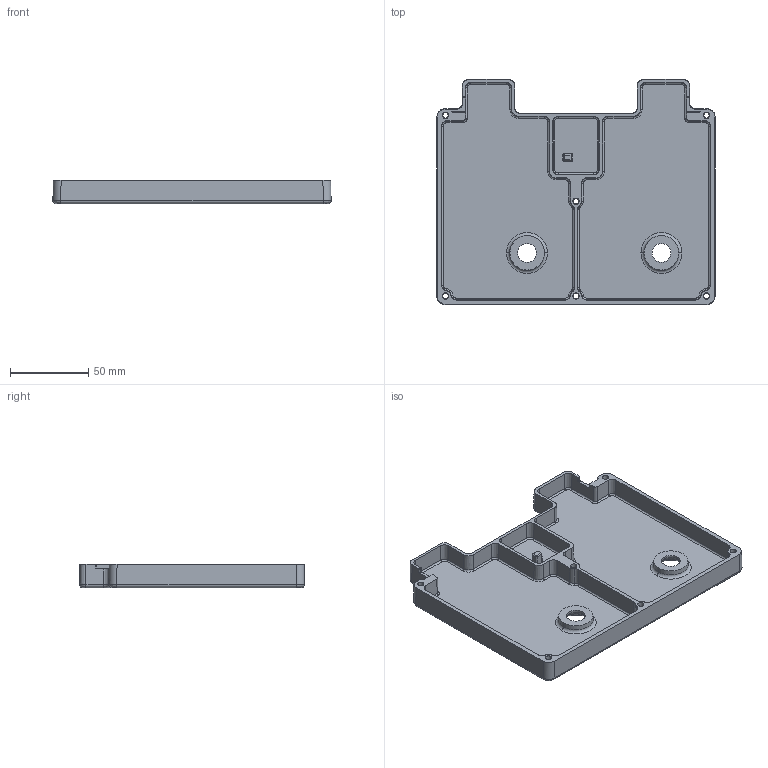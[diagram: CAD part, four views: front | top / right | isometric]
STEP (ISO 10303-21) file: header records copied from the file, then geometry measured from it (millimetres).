
FILE_DESCRIPTION((''),'2;1');
FILE_NAME('205-000037_RF_FE_HEAT_SPREADER','2017-01-17T',('BGH44976'),(''),'CREO PARAMETRIC BY PTC INC, 2015080','CREO PARAMETRIC BY PTC INC, 2015080','');
FILE_SCHEMA(('AUTOMOTIVE_DESIGN { 1 0 10303 214 1 1 1 1 }'));
Length unit declared in the file: millimetre
Products named in the file (1): 205-000037_RF_FE_HEAT_SPREADER
Bounding box: 177.73 x 143.8 x 15 mm (x, y, z)
Volume: 97452.2 mm3; surface area: 68603.5 mm2
Topology: 1 solids, 1 shells, 290 faces, 706 edges, 422 vertices
Faces by surface type: cone 78, cylinder 70, plane 60, torus 56, bspline 20, sphere 6
Entity records: 11840 total; most frequent: CARTESIAN_POINT 2735, DIRECTION 1520, ORIENTED_EDGE 1412, PRESENTATION_STYLE_ASSIGNMENT 707, STYLED_ITEM 707, CURVE_STYLE 706, EDGE_CURVE 706, AXIS2_PLACEMENT_3D 606
